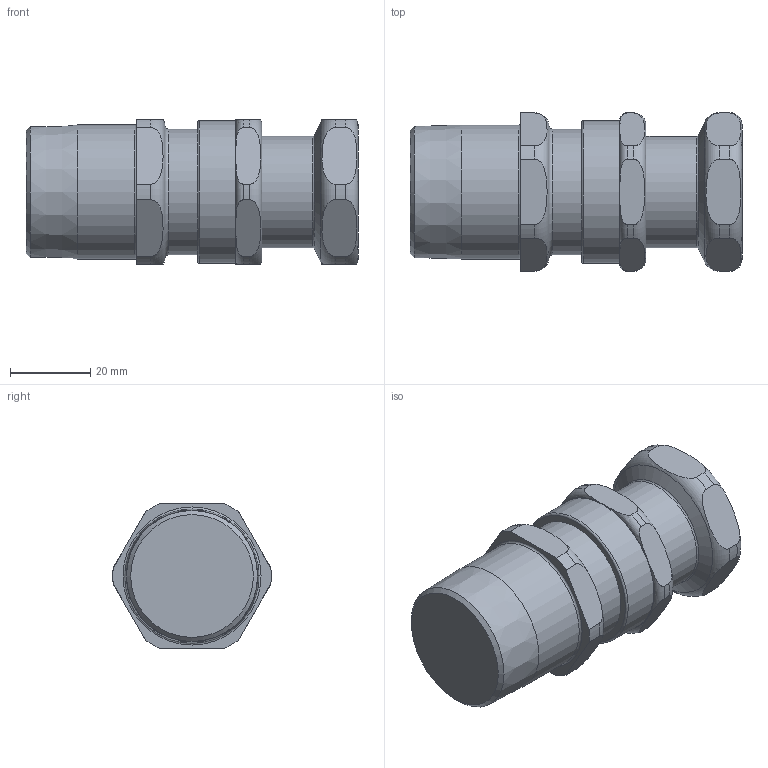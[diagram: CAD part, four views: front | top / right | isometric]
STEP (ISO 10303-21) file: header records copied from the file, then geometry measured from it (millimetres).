
FILE_DESCRIPTION(/* description */ (''),/* implementation_level */ '2;1');
FILE_NAME(/* name */ '501_414 B_1_NPT.stp',/* time_stamp */ '2021-04-23T17:55:07+05:00',/* author */ ('vinaykumark'),/* organization */ (''),/* preprocessor_version */ 'ST-DEVELOPER v18',/* originating_system */ 'Autodesk Inventor 2020',/* authorisation */ '');
FILE_SCHEMA (('AUTOMOTIVE_DESIGN { 1 0 10303 214 3 1 1 }'));
Length unit declared in the file: inch
Products named in the file (1): 501_414 B_1_NPT
Bounding box: 82.75 x 39.49 x 36 mm (x, y, z)
Volume: 87371.9 mm3; surface area: 20400 mm2
Topology: 5 solids, 5 shells, 81 faces, 225 edges, 158 vertices
Faces by surface type: plane 32, cylinder 28, torus 14, cone 7
Full cylindrical faces by diameter (mm): 20.2 x1, 24.8 x1, 27.25 x1, 27.7 x1, 27.9 x2, 31.2 x1, 33.337 x1, 33.4 x1, 35.65 x1
Entity records: 3517 total; most frequent: CARTESIAN_POINT 1201, DIRECTION 481, ORIENTED_EDGE 450, EDGE_CURVE 225, AXIS2_PLACEMENT_3D 211, VERTEX_POINT 158, CIRCLE 129, STYLED_ITEM 85
